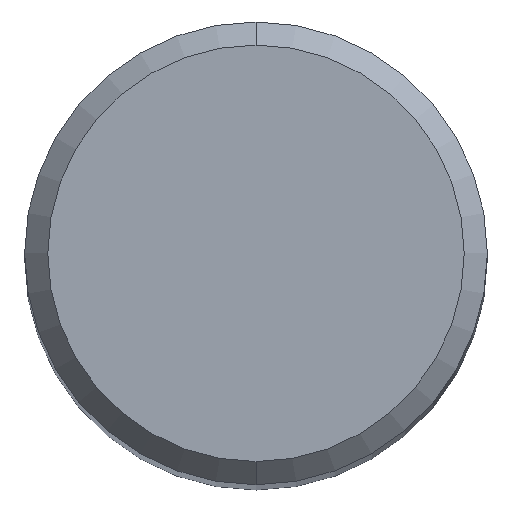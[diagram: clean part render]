
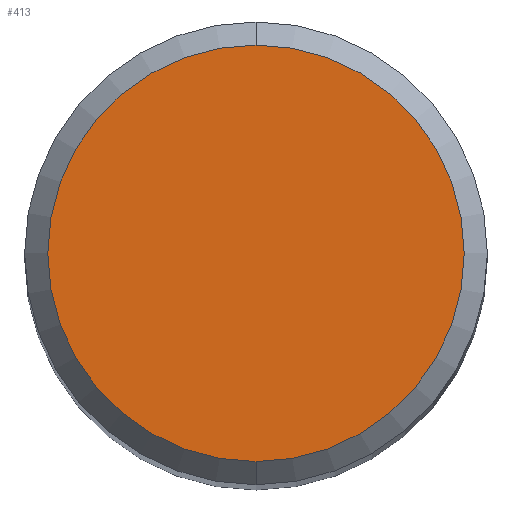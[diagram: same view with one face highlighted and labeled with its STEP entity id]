
A CAD part, top view. The second image highlights one B-rep face of the part: STEP entity #413.
In plain terms, the highlighted planar face has unit normal (0, 0, 1).
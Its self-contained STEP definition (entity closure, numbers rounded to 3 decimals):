
#281=VERTEX_POINT('',#599);
#283=EDGE_CURVE('',#281,#353,#601,.T.);
#353=VERTEX_POINT('',#677);
#377=EDGE_CURVE('',#353,#281,#703,.T.);
#413=ADVANCED_FACE('',(#744),#745,.T.);
#599=CARTESIAN_POINT('',(0.0,3.6,0.0));
#601=CIRCLE('',#1029,3.6);
#677=CARTESIAN_POINT('',(0.,-3.6,0.0));
#703=CIRCLE('',#1247,3.6);
#744=FACE_OUTER_BOUND('',#1357,.T.);
#745=PLANE('',#1358);
#1029=AXIS2_PLACEMENT_3D('',#1580,#1581,#1582);
#1247=AXIS2_PLACEMENT_3D('',#1689,#1690,#1691);
#1357=EDGE_LOOP('',(#1748,#1749));
#1358=AXIS2_PLACEMENT_3D('',#1750,#1751,#1752);
#1580=CARTESIAN_POINT('',(0.0,0.0,0.0));
#1581=DIRECTION('',(0.0,0.0,-1.0));
#1582=DIRECTION('',(0.0,1.0,0.0));
#1689=CARTESIAN_POINT('',(0.0,0.0,0.0));
#1690=DIRECTION('',(0.0,0.0,-1.0));
#1691=DIRECTION('',(0.0,1.0,0.0));
#1748=ORIENTED_EDGE('',*,*,#283,.F.);
#1749=ORIENTED_EDGE('',*,*,#377,.F.);
#1750=CARTESIAN_POINT('',(0.0,1.8,0.0));
#1751=DIRECTION('',(-0.0,0.0,1.0));
#1752=DIRECTION('',(0.0,-1.0,0.0));
